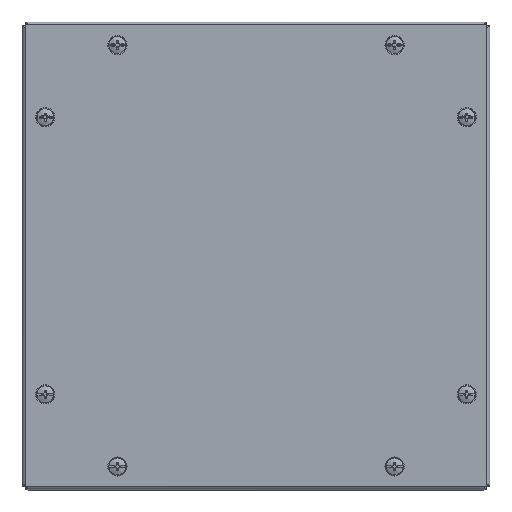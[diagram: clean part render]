
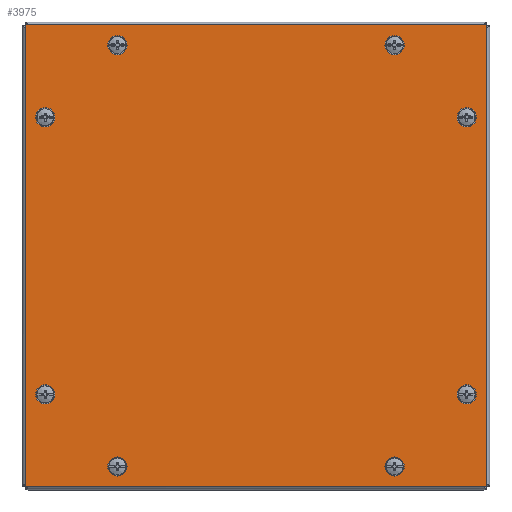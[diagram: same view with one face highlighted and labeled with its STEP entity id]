
A CAD part, top view. The second image highlights one B-rep face of the part: STEP entity #3975.
In plain terms, the highlighted planar face has unit normal (0, 0, 1).
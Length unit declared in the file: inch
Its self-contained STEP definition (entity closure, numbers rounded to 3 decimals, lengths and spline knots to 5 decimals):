
#191=FACE_BOUND('',#735,.T.);
#192=FACE_BOUND('',#736,.T.);
#193=FACE_BOUND('',#737,.T.);
#194=FACE_BOUND('',#738,.T.);
#195=FACE_BOUND('',#739,.T.);
#196=FACE_BOUND('',#740,.T.);
#197=FACE_BOUND('',#741,.T.);
#198=FACE_BOUND('',#742,.T.);
#257=PLANE('',#4424);
#496=FACE_OUTER_BOUND('',#734,.T.);
#734=EDGE_LOOP('',(#3074,#3075,#3076,#3077,#3078,#3079,#3080,#3081));
#735=EDGE_LOOP('',(#3082));
#736=EDGE_LOOP('',(#3083));
#737=EDGE_LOOP('',(#3084));
#738=EDGE_LOOP('',(#3085));
#739=EDGE_LOOP('',(#3086));
#740=EDGE_LOOP('',(#3087));
#741=EDGE_LOOP('',(#3088));
#742=EDGE_LOOP('',(#3089));
#1028=LINE('',#6815,#1335);
#1034=LINE('',#6836,#1341);
#1038=LINE('',#6847,#1345);
#1039=LINE('',#6849,#1346);
#1335=VECTOR('',#5113,0.3937);
#1341=VECTOR('',#5133,0.3937);
#1345=VECTOR('',#5147,0.3937);
#1346=VECTOR('',#5150,0.3937);
#1518=CIRCLE('',#4384,0.14063);
#1520=CIRCLE('',#4387,0.14063);
#1522=CIRCLE('',#4390,0.14063);
#1524=CIRCLE('',#4393,0.14063);
#1526=CIRCLE('',#4396,0.14063);
#1528=CIRCLE('',#4399,0.14063);
#1530=CIRCLE('',#4402,0.14063);
#1532=CIRCLE('',#4405,0.14063);
#1534=CIRCLE('',#4408,0.03125);
#1539=CIRCLE('',#4416,0.03125);
#1540=CIRCLE('',#4419,0.03125);
#1541=CIRCLE('',#4421,0.03125);
#1769=VERTEX_POINT('',#6754);
#1771=VERTEX_POINT('',#6760);
#1773=VERTEX_POINT('',#6766);
#1775=VERTEX_POINT('',#6772);
#1777=VERTEX_POINT('',#6778);
#1779=VERTEX_POINT('',#6784);
#1781=VERTEX_POINT('',#6790);
#1783=VERTEX_POINT('',#6796);
#1785=VERTEX_POINT('',#6802);
#1786=VERTEX_POINT('',#6803);
#1790=VERTEX_POINT('',#6813);
#1796=VERTEX_POINT('',#6829);
#1797=VERTEX_POINT('',#6830);
#1798=VERTEX_POINT('',#6835);
#1799=VERTEX_POINT('',#6839);
#1800=VERTEX_POINT('',#6843);
#2215=EDGE_CURVE('',#1769,#1769,#1518,.T.);
#2218=EDGE_CURVE('',#1771,#1771,#1520,.T.);
#2221=EDGE_CURVE('',#1773,#1773,#1522,.T.);
#2224=EDGE_CURVE('',#1775,#1775,#1524,.T.);
#2227=EDGE_CURVE('',#1777,#1777,#1526,.T.);
#2230=EDGE_CURVE('',#1779,#1779,#1528,.T.);
#2233=EDGE_CURVE('',#1781,#1781,#1530,.T.);
#2236=EDGE_CURVE('',#1783,#1783,#1532,.T.);
#2239=EDGE_CURVE('',#1785,#1786,#1534,.T.);
#2245=EDGE_CURVE('',#1790,#1785,#1028,.T.);
#2252=EDGE_CURVE('',#1796,#1797,#1539,.T.);
#2255=EDGE_CURVE('',#1797,#1798,#1034,.T.);
#2257=EDGE_CURVE('',#1798,#1799,#1540,.T.);
#2259=EDGE_CURVE('',#1800,#1790,#1541,.T.);
#2261=EDGE_CURVE('',#1799,#1800,#1038,.T.);
#2262=EDGE_CURVE('',#1786,#1796,#1039,.T.);
#3074=ORIENTED_EDGE('',*,*,#2239,.F.);
#3075=ORIENTED_EDGE('',*,*,#2245,.F.);
#3076=ORIENTED_EDGE('',*,*,#2259,.F.);
#3077=ORIENTED_EDGE('',*,*,#2261,.F.);
#3078=ORIENTED_EDGE('',*,*,#2257,.F.);
#3079=ORIENTED_EDGE('',*,*,#2255,.F.);
#3080=ORIENTED_EDGE('',*,*,#2252,.F.);
#3081=ORIENTED_EDGE('',*,*,#2262,.F.);
#3082=ORIENTED_EDGE('',*,*,#2215,.T.);
#3083=ORIENTED_EDGE('',*,*,#2218,.T.);
#3084=ORIENTED_EDGE('',*,*,#2221,.T.);
#3085=ORIENTED_EDGE('',*,*,#2224,.T.);
#3086=ORIENTED_EDGE('',*,*,#2227,.T.);
#3087=ORIENTED_EDGE('',*,*,#2230,.T.);
#3088=ORIENTED_EDGE('',*,*,#2233,.T.);
#3089=ORIENTED_EDGE('',*,*,#2236,.T.);
#3975=ADVANCED_FACE('',(#496,#191,#192,#193,#194,#195,#196,#197,#198),#257,
 .T.);
#4384=AXIS2_PLACEMENT_3D('',#6755,#5047,#5048);
#4387=AXIS2_PLACEMENT_3D('',#6761,#5054,#5055);
#4390=AXIS2_PLACEMENT_3D('',#6767,#5061,#5062);
#4393=AXIS2_PLACEMENT_3D('',#6773,#5068,#5069);
#4396=AXIS2_PLACEMENT_3D('',#6779,#5075,#5076);
#4399=AXIS2_PLACEMENT_3D('',#6785,#5082,#5083);
#4402=AXIS2_PLACEMENT_3D('',#6791,#5089,#5090);
#4405=AXIS2_PLACEMENT_3D('',#6797,#5096,#5097);
#4408=AXIS2_PLACEMENT_3D('',#6804,#5103,#5104);
#4416=AXIS2_PLACEMENT_3D('',#6831,#5127,#5128);
#4419=AXIS2_PLACEMENT_3D('',#6840,#5137,#5138);
#4421=AXIS2_PLACEMENT_3D('',#6844,#5142,#5143);
#4424=AXIS2_PLACEMENT_3D('',#6850,#5151,#5152);
#5047=DIRECTION('center_axis',(0.,0.,-1.));
#5048=DIRECTION('ref_axis',(-1.,0.,0.));
#5054=DIRECTION('center_axis',(0.,0.,-1.));
#5055=DIRECTION('ref_axis',(-1.,0.,0.));
#5061=DIRECTION('center_axis',(0.,0.,-1.));
#5062=DIRECTION('ref_axis',(-1.,0.,0.));
#5068=DIRECTION('center_axis',(0.,0.,-1.));
#5069=DIRECTION('ref_axis',(-1.,0.,0.));
#5075=DIRECTION('center_axis',(0.,0.,-1.));
#5076=DIRECTION('ref_axis',(-1.,0.,0.));
#5082=DIRECTION('center_axis',(0.,0.,-1.));
#5083=DIRECTION('ref_axis',(-1.,0.,0.));
#5089=DIRECTION('center_axis',(0.,0.,-1.));
#5090=DIRECTION('ref_axis',(-1.,0.,0.));
#5096=DIRECTION('center_axis',(0.,0.,-1.));
#5097=DIRECTION('ref_axis',(-1.,0.,0.));
#5103=DIRECTION('center_axis',(0.,0.,-1.));
#5104=DIRECTION('ref_axis',(0.707,-0.707,0.));
#5113=DIRECTION('',(0.,-1.,0.));
#5127=DIRECTION('center_axis',(0.,0.,-1.));
#5128=DIRECTION('ref_axis',(-0.707,-0.707,0.));
#5133=DIRECTION('',(0.,1.,0.));
#5137=DIRECTION('center_axis',(0.,0.,-1.));
#5138=DIRECTION('ref_axis',(-0.707,0.707,0.));
#5142=DIRECTION('center_axis',(0.,0.,-1.));
#5143=DIRECTION('ref_axis',(0.707,0.707,0.));
#5147=DIRECTION('',(1.,0.,0.));
#5150=DIRECTION('',(-1.,0.,0.));
#5151=DIRECTION('center_axis',(0.,0.,1.));
#5152=DIRECTION('ref_axis',(1.,0.,0.));
#6754=CARTESIAN_POINT('',(-4.42188,-3.,0.074));
#6755=CARTESIAN_POINT('Origin',(-4.5625,-3.,0.074));
#6760=CARTESIAN_POINT('',(4.70313,-3.,0.074));
#6761=CARTESIAN_POINT('Origin',(4.5625,-3.,0.074));
#6766=CARTESIAN_POINT('',(3.14063,4.5625,0.074));
#6767=CARTESIAN_POINT('Origin',(3.,4.5625,0.074));
#6772=CARTESIAN_POINT('',(3.14063,-4.5625,0.074));
#6773=CARTESIAN_POINT('Origin',(3.,-4.5625,0.074));
#6778=CARTESIAN_POINT('',(-4.42188,3.,0.074));
#6779=CARTESIAN_POINT('Origin',(-4.5625,3.,0.074));
#6784=CARTESIAN_POINT('',(4.70313,3.,0.074));
#6785=CARTESIAN_POINT('Origin',(4.5625,3.,0.074));
#6790=CARTESIAN_POINT('',(-2.85938,4.5625,0.074));
#6791=CARTESIAN_POINT('Origin',(-3.,4.5625,0.074));
#6796=CARTESIAN_POINT('',(-2.85937,-4.5625,0.074));
#6797=CARTESIAN_POINT('Origin',(-3.,-4.5625,0.074));
#6802=CARTESIAN_POINT('',(5.,-4.96875,0.074));
#6803=CARTESIAN_POINT('',(4.96875,-5.,0.074));
#6804=CARTESIAN_POINT('Origin',(4.96875,-4.96875,0.074));
#6813=CARTESIAN_POINT('',(5.,4.96875,0.074));
#6815=CARTESIAN_POINT('',(5.,5.,0.074));
#6829=CARTESIAN_POINT('',(-4.96875,-5.,0.074));
#6830=CARTESIAN_POINT('',(-5.,-4.96875,0.074));
#6831=CARTESIAN_POINT('Origin',(-4.96875,-4.96875,0.074));
#6835=CARTESIAN_POINT('',(-5.,4.96875,0.074));
#6836=CARTESIAN_POINT('',(-5.,-5.,0.074));
#6839=CARTESIAN_POINT('',(-4.96875,5.,0.074));
#6840=CARTESIAN_POINT('Origin',(-4.96875,4.96875,0.074));
#6843=CARTESIAN_POINT('',(4.96875,5.,0.074));
#6844=CARTESIAN_POINT('Origin',(4.96875,4.96875,0.074));
#6847=CARTESIAN_POINT('',(-5.,5.,0.074));
#6849=CARTESIAN_POINT('',(5.,-5.,0.074));
#6850=CARTESIAN_POINT('Origin',(0.,0.,
0.074));
